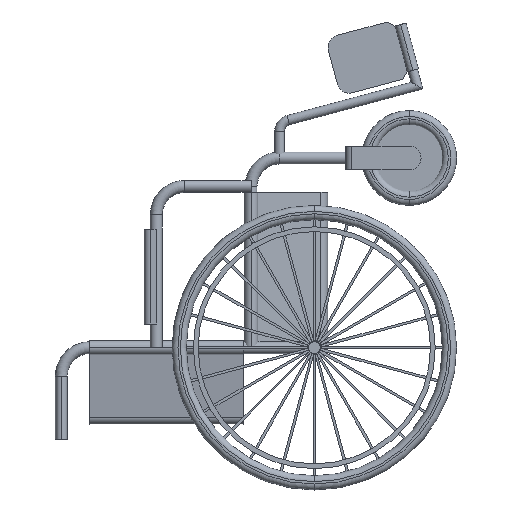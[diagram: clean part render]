
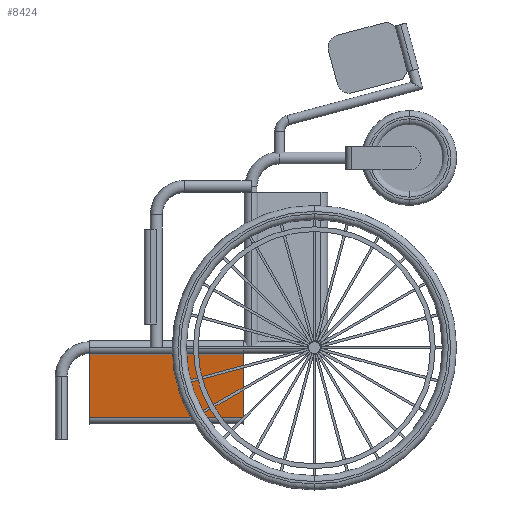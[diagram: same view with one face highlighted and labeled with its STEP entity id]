
A CAD part, left-side view. The second image highlights one B-rep face of the part: STEP entity #8424.
In plain terms, the highlighted planar face has unit normal (-0.99, 0, -0.139).
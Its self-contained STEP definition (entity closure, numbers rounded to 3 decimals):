
#400 = LINE ( 'NONE', #6042, #3935 ) ;
#640 = VERTEX_POINT ( 'NONE', #980 ) ;
#895 = CARTESIAN_POINT ( 'NONE',  ( -36.602, 15., -170.546 ) ) ;
#976 = ORIENTED_EDGE ( 'NONE', *, *, #1600, .F. ) ;
#980 = CARTESIAN_POINT ( 'NONE',  ( -16.836, 340., -311.821 ) ) ;
#1068 = EDGE_CURVE ( 'NONE', #2243, #2743, #2083, .T. ) ;
#1071 = FACE_OUTER_BOUND ( 'NONE', #8285, .T. ) ;
#1600 = EDGE_CURVE ( 'NONE', #2697, #640, #8060, .T. ) ;
#2083 = LINE ( 'NONE', #895, #3221 ) ;
#2243 = VERTEX_POINT ( 'NONE', #7786 ) ;
#2482 = DIRECTION ( 'NONE',  ( 0.99, 0., 0.139 ) ) ;
#2697 = VERTEX_POINT ( 'NONE', #11403 ) ;
#2743 = VERTEX_POINT ( 'NONE', #7051 ) ;
#3221 = VECTOR ( 'NONE', #10673, 1000. ) ;
#3470 = CARTESIAN_POINT ( 'NONE',  ( -37.621, 15., -163.268 ) ) ;
#3935 = VECTOR ( 'NONE', #7290, 1000. ) ;
#4045 = VECTOR ( 'NONE', #5767, 1000. ) ;
#4414 = LINE ( 'NONE', #3470, #9128 ) ;
#5213 = AXIS2_PLACEMENT_3D ( 'NONE', #10254, #2482, #7748 ) ;
#5767 = DIRECTION ( 'NONE',  ( 0., 1., 0. ) ) ;
#6042 = CARTESIAN_POINT ( 'NONE',  ( -37.621, 340., -163.268 ) ) ;
#7051 = CARTESIAN_POINT ( 'NONE',  ( -36.602, 15., -170.546 ) ) ;
#7290 = DIRECTION ( 'NONE',  ( 0.139, 0., -0.99 ) ) ;
#7748 = DIRECTION ( 'NONE',  ( -0.139, 0., 0.99 ) ) ;
#7786 = CARTESIAN_POINT ( 'NONE',  ( -36.602, 340., -170.546 ) ) ;
#8016 = DIRECTION ( 'NONE',  ( 0.139, 0., -0.99 ) ) ;
#8060 = LINE ( 'NONE', #8926, #4045 ) ;
#8285 = EDGE_LOOP ( 'NONE', ( #10017, #10310, #976, #10091 ) ) ;
#8424 = ADVANCED_FACE ( 'NONE', ( #1071 ), #13637, .F. ) ;
#8926 = CARTESIAN_POINT ( 'NONE',  ( -16.836, 15., -311.821 ) ) ;
#9128 = VECTOR ( 'NONE', #8016, 1000. ) ;
#10017 = ORIENTED_EDGE ( 'NONE', *, *, #1068, .F. ) ;
#10091 = ORIENTED_EDGE ( 'NONE', *, *, #14132, .F. ) ;
#10211 = EDGE_CURVE ( 'NONE', #2243, #640, #400, .T. ) ;
#10254 = CARTESIAN_POINT ( 'NONE',  ( -37.621, 15., -163.268 ) ) ;
#10310 = ORIENTED_EDGE ( 'NONE', *, *, #10211, .T. ) ;
#10673 = DIRECTION ( 'NONE',  ( 0., -1., 0. ) ) ;
#11403 = CARTESIAN_POINT ( 'NONE',  ( -16.836, 15., -311.821 ) ) ;
#13637 = PLANE ( 'NONE',  #5213 ) ;
#14132 = EDGE_CURVE ( 'NONE', #2743, #2697, #4414, .T. ) ;
